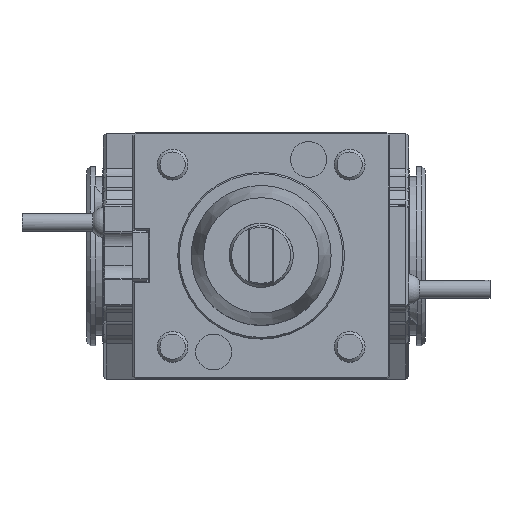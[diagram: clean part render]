
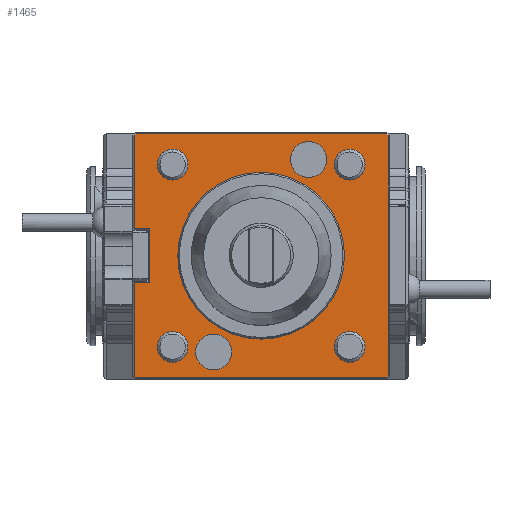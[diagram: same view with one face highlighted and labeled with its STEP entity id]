
A CAD part, top view. The second image highlights one B-rep face of the part: STEP entity #1465.
In plain terms, the highlighted planar face has unit normal (0, 0, 1).
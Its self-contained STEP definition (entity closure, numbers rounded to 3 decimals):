
#160=LINE('',#8764,#562);
#173=LINE('',#8798,#575);
#182=LINE('',#8816,#584);
#185=LINE('',#8822,#587);
#187=LINE('',#8828,#589);
#192=LINE('',#8839,#594);
#204=LINE('',#8867,#606);
#208=LINE('',#8874,#610);
#213=LINE('',#8884,#615);
#214=LINE('',#8885,#616);
#215=LINE('',#8887,#617);
#216=LINE('',#8889,#618);
#562=VECTOR('',#6642,1.);
#575=VECTOR('',#6669,1.);
#584=VECTOR('',#6686,1.);
#587=VECTOR('',#6691,1.);
#589=VECTOR('',#6699,1.);
#594=VECTOR('',#6710,1.);
#606=VECTOR('',#6734,1.);
#610=VECTOR('',#6742,1.);
#615=VECTOR('',#6751,1.);
#616=VECTOR('',#6752,1.);
#617=VECTOR('',#6753,1.);
#618=VECTOR('',#6754,1.);
#1087=FACE_BOUND('',#2339,.T.);
#1088=FACE_BOUND('',#2340,.T.);
#1089=FACE_BOUND('',#2341,.T.);
#1090=FACE_BOUND('',#2342,.T.);
#1091=FACE_BOUND('',#2343,.T.);
#1092=FACE_BOUND('',#2344,.T.);
#1093=FACE_BOUND('',#2345,.T.);
#1094=FACE_BOUND('',#2346,.T.);
#1465=ADVANCED_FACE('',(#1087,#1088,#1089,#1090,#1091,#1092,#1093,#1094),
#1786,.F.);
#1786=PLANE('',#5870);
#2339=EDGE_LOOP('',(#3023));
#2340=EDGE_LOOP('',(#3024));
#2341=EDGE_LOOP('',(#3025));
#2342=EDGE_LOOP('',(#3026));
#2343=EDGE_LOOP('',(#3027));
#2344=EDGE_LOOP('',(#3028));
#2345=EDGE_LOOP('',(#3029,#3030,#3031,#3032,#3033,#3034,#3035,#3036,#3037,
#3038,#3039,#3040));
#2346=EDGE_LOOP('',(#3041));
#3023=ORIENTED_EDGE('',*,*,#4820,.T.);
#3024=ORIENTED_EDGE('',*,*,#4819,.F.);
#3025=ORIENTED_EDGE('',*,*,#4818,.F.);
#3026=ORIENTED_EDGE('',*,*,#4817,.F.);
#3027=ORIENTED_EDGE('',*,*,#4816,.F.);
#3028=ORIENTED_EDGE('',*,*,#4815,.T.);
#3029=ORIENTED_EDGE('',*,*,#4888,.T.);
#3030=ORIENTED_EDGE('',*,*,#4883,.T.);
#3031=ORIENTED_EDGE('',*,*,#4831,.T.);
#3032=ORIENTED_EDGE('',*,*,#4889,.T.);
#3033=ORIENTED_EDGE('',*,*,#4890,.T.);
#3034=ORIENTED_EDGE('',*,*,#4891,.T.);
#3035=ORIENTED_EDGE('',*,*,#4846,.T.);
#3036=ORIENTED_EDGE('',*,*,#4855,.T.);
#3037=ORIENTED_EDGE('',*,*,#4858,.T.);
#3038=ORIENTED_EDGE('',*,*,#4861,.T.);
#3039=ORIENTED_EDGE('',*,*,#4866,.T.);
#3040=ORIENTED_EDGE('',*,*,#4879,.T.);
#3041=ORIENTED_EDGE('',*,*,#4814,.T.);
#4272=VERTEX_POINT('',#8669);
#4286=VERTEX_POINT('',#8709);
#4288=VERTEX_POINT('',#8717);
#4289=VERTEX_POINT('',#8720);
#4290=VERTEX_POINT('',#8723);
#4291=VERTEX_POINT('',#8726);
#4292=VERTEX_POINT('',#8729);
#4293=VERTEX_POINT('',#8732);
#4294=VERTEX_POINT('',#8735);
#4305=VERTEX_POINT('',#8763);
#4306=VERTEX_POINT('',#8765);
#4318=VERTEX_POINT('',#8795);
#4324=VERTEX_POINT('',#8815);
#4326=VERTEX_POINT('',#8821);
#4330=VERTEX_POINT('',#8838);
#4340=VERTEX_POINT('',#8866);
#4342=VERTEX_POINT('',#8875);
#4345=VERTEX_POINT('',#8886);
#4346=VERTEX_POINT('',#8888);
#4814=EDGE_CURVE('',#4288,#4288,#5476,.T.);
#4815=EDGE_CURVE('',#4289,#4289,#5477,.T.);
#4816=EDGE_CURVE('',#4290,#4290,#5478,.T.);
#4817=EDGE_CURVE('',#4291,#4291,#5479,.T.);
#4818=EDGE_CURVE('',#4292,#4292,#5480,.T.);
#4819=EDGE_CURVE('',#4293,#4293,#5481,.T.);
#4820=EDGE_CURVE('',#4294,#4294,#5482,.T.);
#4831=EDGE_CURVE('',#4306,#4305,#160,.T.);
#4846=EDGE_CURVE('',#4318,#4272,#173,.T.);
#4855=EDGE_CURVE('',#4272,#4324,#182,.T.);
#4858=EDGE_CURVE('',#4324,#4326,#185,.T.);
#4861=EDGE_CURVE('',#4326,#4286,#187,.T.);
#4866=EDGE_CURVE('',#4286,#4330,#192,.T.);
#4879=EDGE_CURVE('',#4330,#4340,#204,.T.);
#4883=EDGE_CURVE('',#4342,#4306,#208,.T.);
#4888=EDGE_CURVE('',#4340,#4342,#213,.T.);
#4889=EDGE_CURVE('',#4305,#4345,#214,.T.);
#4890=EDGE_CURVE('',#4345,#4346,#215,.T.);
#4891=EDGE_CURVE('',#4346,#4318,#216,.T.);
#5476=CIRCLE('',#5817,6.993);
#5477=CIRCLE('',#5819,32.468);
#5478=CIRCLE('',#5821,5.994);
#5479=CIRCLE('',#5823,5.994);
#5480=CIRCLE('',#5825,5.994);
#5481=CIRCLE('',#5827,5.994);
#5482=CIRCLE('',#5829,6.993);
#5817=AXIS2_PLACEMENT_3D('',#8716,#6587,#6588);
#5819=AXIS2_PLACEMENT_3D('',#8719,#6591,#6592);
#5821=AXIS2_PLACEMENT_3D('',#8722,#6595,#6596);
#5823=AXIS2_PLACEMENT_3D('',#8725,#6599,#6600);
#5825=AXIS2_PLACEMENT_3D('',#8728,#6603,#6604);
#5827=AXIS2_PLACEMENT_3D('',#8731,#6607,#6608);
#5829=AXIS2_PLACEMENT_3D('',#8734,#6611,#6612);
#5870=AXIS2_PLACEMENT_3D('',#8890,#6755,#6756);
#6587=DIRECTION('',(0.,0.,-1.));
#6588=DIRECTION('',(-1.,0.,0.));
#6591=DIRECTION('',(0.,0.,-1.));
#6592=DIRECTION('',(1.,0.,0.));
#6595=DIRECTION('',(0.,0.,1.));
#6596=DIRECTION('',(-1.,0.,0.));
#6599=DIRECTION('',(0.,0.,1.));
#6600=DIRECTION('',(-1.,0.,0.));
#6603=DIRECTION('',(0.,0.,1.));
#6604=DIRECTION('',(-1.,0.,0.));
#6607=DIRECTION('',(0.,0.,1.));
#6608=DIRECTION('',(-1.,0.,0.));
#6611=DIRECTION('',(0.,0.,-1.));
#6612=DIRECTION('',(-1.,0.,0.));
#6642=DIRECTION('',(0.,1.,0.));
#6669=DIRECTION('',(0.,-1.,0.));
#6686=DIRECTION('',(1.,0.,0.));
#6691=DIRECTION('',(0.,-1.,0.));
#6699=DIRECTION('',(-1.,0.,0.));
#6710=DIRECTION('',(0.,-1.,0.));
#6734=DIRECTION('',(0.707,-0.707,0.));
#6742=DIRECTION('',(0.707,0.707,0.));
#6751=DIRECTION('',(1.,0.,0.));
#6752=DIRECTION('',(-0.707,0.707,0.));
#6753=DIRECTION('',(-1.,0.,0.));
#6754=DIRECTION('',(-0.707,-0.707,0.));
#6755=DIRECTION('',(0.,0.,-1.));
#6756=DIRECTION('',(-1.,0.,0.));
#8669=CARTESIAN_POINT('',(-49.452,10.49,-0.036));
#8709=CARTESIAN_POINT('',(-49.452,-10.49,-0.036));
#8716=CARTESIAN_POINT('',(-18.5,-37.5,-0.036));
#8717=CARTESIAN_POINT('',(-25.493,-37.5,-0.036));
#8719=CARTESIAN_POINT('',(-0.001,0.,-0.036));
#8720=CARTESIAN_POINT('',(32.466,0.,-0.036));
#8722=CARTESIAN_POINT('',(-34.5,35.5,-0.036));
#8723=CARTESIAN_POINT('',(-40.494,35.5,-0.036));
#8725=CARTESIAN_POINT('',(34.5,-35.5,-0.036));
#8726=CARTESIAN_POINT('',(28.506,-35.5,-0.036));
#8728=CARTESIAN_POINT('',(34.5,35.5,-0.036));
#8729=CARTESIAN_POINT('',(28.506,35.5,-0.036));
#8731=CARTESIAN_POINT('',(-34.5,-35.5,-0.036));
#8732=CARTESIAN_POINT('',(-40.494,-35.5,-0.036));
#8734=CARTESIAN_POINT('',(18.5,37.5,-0.036));
#8735=CARTESIAN_POINT('',(11.507,37.5,-0.036));
#8763=CARTESIAN_POINT('',(49.449,46.746,-0.036));
#8764=CARTESIAN_POINT('',(49.449,46.953,-0.036));
#8765=CARTESIAN_POINT('',(49.449,-46.746,-0.036));
#8795=CARTESIAN_POINT('',(-49.452,46.746,-0.036));
#8798=CARTESIAN_POINT('',(-49.452,9.99,-0.036));
#8815=CARTESIAN_POINT('',(-43.458,10.49,-0.036));
#8816=CARTESIAN_POINT('',(-43.957,10.49,-0.036));
#8821=CARTESIAN_POINT('',(-43.458,-10.49,-0.036));
#8822=CARTESIAN_POINT('',(-43.458,47.952,-0.036));
#8828=CARTESIAN_POINT('',(-49.951,-10.49,-0.036));
#8838=CARTESIAN_POINT('',(-49.452,-46.746,-0.036));
#8839=CARTESIAN_POINT('',(-49.452,47.952,-0.036));
#8866=CARTESIAN_POINT('',(-48.745,-47.453,-0.036));
#8867=CARTESIAN_POINT('',(-48.599,-47.599,-0.036));
#8874=CARTESIAN_POINT('',(49.596,-46.6,-0.036));
#8875=CARTESIAN_POINT('',(48.743,-47.453,-0.036));
#8884=CARTESIAN_POINT('',(-61.44,-47.453,-0.036));
#8885=CARTESIAN_POINT('',(48.597,47.599,-0.036));
#8886=CARTESIAN_POINT('',(48.743,47.453,-0.036));
#8887=CARTESIAN_POINT('',(-61.44,47.453,-0.036));
#8888=CARTESIAN_POINT('',(-48.745,47.453,-0.036));
#8889=CARTESIAN_POINT('',(-49.598,46.6,-0.036));
#8890=CARTESIAN_POINT('',(-61.44,47.952,-0.036));
